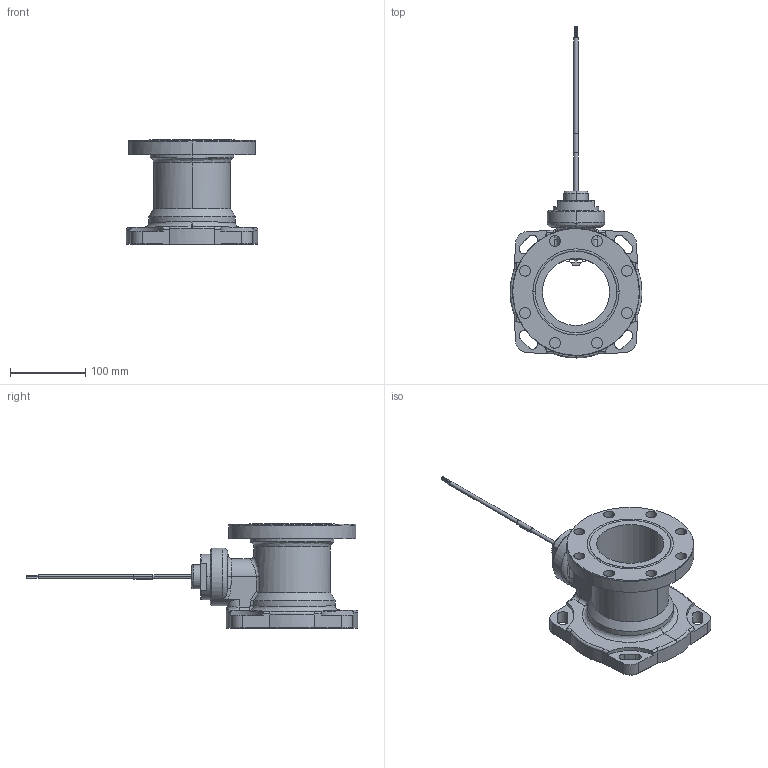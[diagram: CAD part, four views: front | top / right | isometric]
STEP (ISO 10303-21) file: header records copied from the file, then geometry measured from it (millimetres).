
FILE_DESCRIPTION((''),'2;1');
FILE_NAME('4_B20SFH_02','2012-08-01T',('sobri'),(''),'PRO/ENGINEER BY PARAMETRIC TECHNOLOGY CORPORATION, 2011180','PRO/ENGINEER BY PARAMETRIC TECHNOLOGY CORPORATION, 2011180','');
FILE_SCHEMA(('CONFIG_CONTROL_DESIGN'));
Length unit declared in the file: inch
Products named in the file (1): 4_B20SFH_02
Bounding box: 174.62 x 439.94 x 138.15 mm (x, y, z)
Surface area: 192421.4 mm2 (no closed solid volume)
Topology: 0 solids, 44 shells, 241 faces, 1810 edges, 1609 vertices
Faces by surface type: cylinder 108, plane 66, bspline 38, cone 13, extrusion 10, torus 6
Entity records: 19709 total; most frequent: CARTESIAN_POINT 7794, ORIENTED_EDGE 2280, DIRECTION 1886, EDGE_CURVE 1810, VERTEX_POINT 1609, VECTOR 920, LINE 910, B_SPLINE_CURVE_WITH_KNOTS 620
